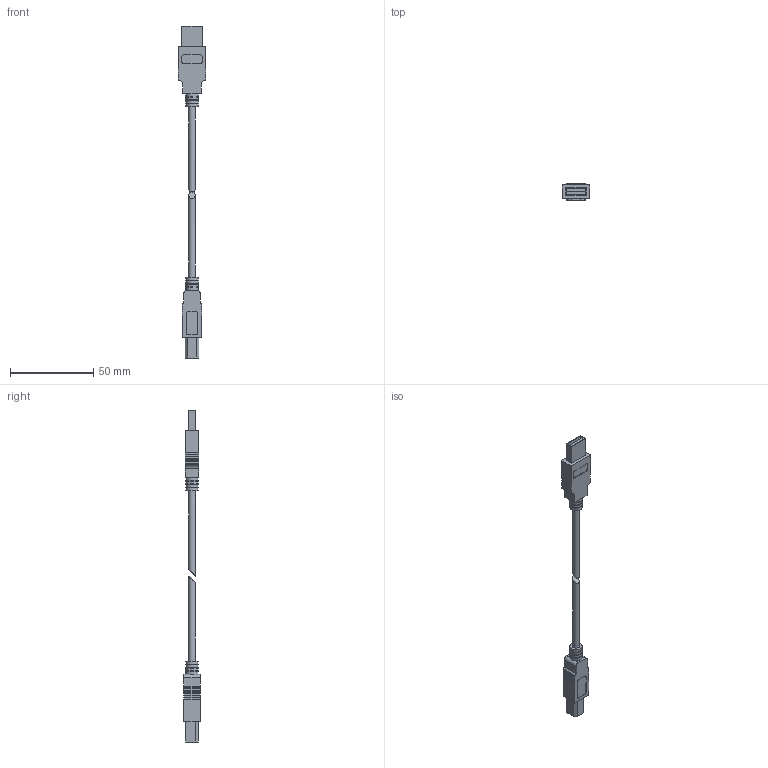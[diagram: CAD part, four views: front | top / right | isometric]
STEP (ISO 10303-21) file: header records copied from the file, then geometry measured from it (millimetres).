
FILE_DESCRIPTION(/* description */ ('STEP AP214'),/* implementation_level */ '2;1');
FILE_NAME(/* name */ '1501332_NEBC-U1G4-K-1_8-N-U2G4',/* time_stamp */ '2024-09-12T17:41:46+02:00',/* author */ ('License CC BY-ND 4.0'),/* organization */ ('CADENAS'),/* preprocessor_version */ 'ST-DEVELOPER v19.3',/* originating_system */ 'PARTsolutions',/* authorisation */ ' ');
FILE_SCHEMA (('AUTOMOTIVE_DESIGN {1 0 10303 214 3 1 1}'));
Length unit declared in the file: millimetre
Products named in the file (3): 1501332 NEBC-U1G4-K-1.8-N-U2G4; 1501332 NEBC-U1G4-K-1.8-N-U2G4---(P1); 1501332 NEBC-U1G4-K-1.8-N-U2G4---(P2)
Assembly tree (2 placements, depth 2):
  1501332 NEBC-U1G4-K-1.8-N-U2G4
    1501332 NEBC-U1G4-K-1.8-N-U2G4---(P1)
    1501332 NEBC-U1G4-K-1.8-N-U2G4---(P2)
Bounding box: 16.3 x 10 x 200 mm (x, y, z)
Volume: 9344.2 mm3; surface area: 6166.2 mm2
Topology: 2 solids, 2 shells, 254 faces, 693 edges, 463 vertices
Faces by surface type: plane 216, cylinder 38
Full cylindrical faces by diameter (mm): 4 x2, 7.4 x2
Entity records: 9658 total; most frequent: CARTESIAN_POINT 1389, ORIENTED_EDGE 1346, DIRECTION 1286, EDGE_CURVE 673, LINE 570, VECTOR 570, VERTEX_POINT 451, AXIS2_PLACEMENT_3D 358
